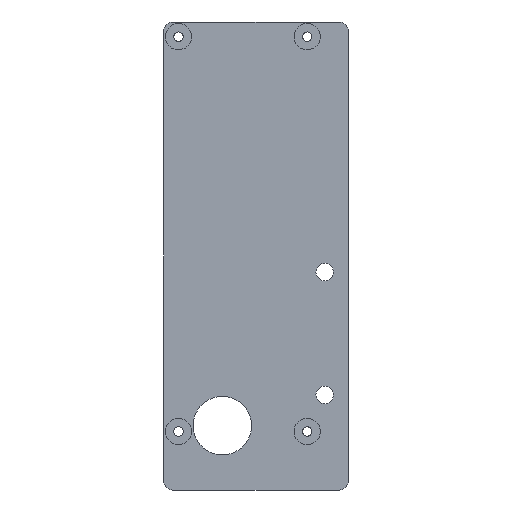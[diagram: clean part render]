
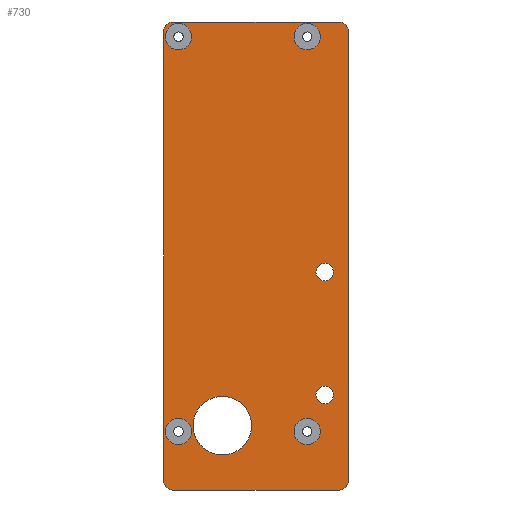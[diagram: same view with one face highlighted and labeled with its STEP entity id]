
A CAD part, front view. The second image highlights one B-rep face of the part: STEP entity #730.
In plain terms, the highlighted planar face has unit normal (0, -1, 0).
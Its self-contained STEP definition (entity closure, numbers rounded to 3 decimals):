
#1=CARTESIAN_POINT('',(55.,0.,32.5));
#2=DIRECTION('',(0.,-1.,0.));
#3=DIRECTION('',(1.,0.,0.));
#4=AXIS2_PLACEMENT_3D('',#1,#2,#3);
#6=CARTESIAN_POINT('',(55.,0.,32.5));
#7=DIRECTION('',(0.,-1.,0.));
#8=DIRECTION('',(-1.,0.,0.));
#9=AXIS2_PLACEMENT_3D('',#6,#7,#8);
#11=CARTESIAN_POINT('',(55.,0.,74.5));
#12=DIRECTION('',(0.,-1.,0.));
#13=DIRECTION('',(1.,0.,0.));
#14=AXIS2_PLACEMENT_3D('',#11,#12,#13);
#16=CARTESIAN_POINT('',(55.,0.,74.5));
#17=DIRECTION('',(0.,-1.,0.));
#18=DIRECTION('',(-1.,0.,0.));
#19=AXIS2_PLACEMENT_3D('',#16,#17,#18);
#21=CARTESIAN_POINT('',(20.,0.,22.));
#22=DIRECTION('',(0.,-1.,0.));
#23=DIRECTION('',(-1.,0.,0.));
#24=AXIS2_PLACEMENT_3D('',#21,#22,#23);
#26=CARTESIAN_POINT('',(20.,0.,22.));
#27=DIRECTION('',(0.,-1.,0.));
#28=DIRECTION('',(1.,0.,0.));
#29=AXIS2_PLACEMENT_3D('',#26,#27,#28);
#31=CARTESIAN_POINT('',(49.,0.,20.));
#32=DIRECTION('',(0.,-1.,0.));
#33=DIRECTION('',(-1.,0.,0.));
#34=AXIS2_PLACEMENT_3D('',#31,#32,#33);
#36=CARTESIAN_POINT('',(49.,0.,20.));
#37=DIRECTION('',(0.,-1.,0.));
#38=DIRECTION('',(1.,0.,0.));
#39=AXIS2_PLACEMENT_3D('',#36,#37,#38);
#41=CARTESIAN_POINT('',(5.,0.,20.));
#42=DIRECTION('',(0.,-1.,0.));
#43=DIRECTION('',(-1.,0.,0.));
#44=AXIS2_PLACEMENT_3D('',#41,#42,#43);
#46=CARTESIAN_POINT('',(5.,0.,20.));
#47=DIRECTION('',(0.,-1.,0.));
#48=DIRECTION('',(1.,0.,0.));
#49=AXIS2_PLACEMENT_3D('',#46,#47,#48);
#51=CARTESIAN_POINT('',(49.,0.,155.));
#52=DIRECTION('',(0.,-1.,0.));
#53=DIRECTION('',(-1.,0.,0.));
#54=AXIS2_PLACEMENT_3D('',#51,#52,#53);
#56=CARTESIAN_POINT('',(49.,0.,155.));
#57=DIRECTION('',(0.,-1.,0.));
#58=DIRECTION('',(1.,0.,0.));
#59=AXIS2_PLACEMENT_3D('',#56,#57,#58);
#61=CARTESIAN_POINT('',(5.,0.,155.));
#62=DIRECTION('',(0.,-1.,0.));
#63=DIRECTION('',(-1.,0.,0.));
#64=AXIS2_PLACEMENT_3D('',#61,#62,#63);
#66=CARTESIAN_POINT('',(5.,0.,155.));
#67=DIRECTION('',(0.,-1.,0.));
#68=DIRECTION('',(1.,0.,0.));
#69=AXIS2_PLACEMENT_3D('',#66,#67,#68);
#71=CARTESIAN_POINT('',(60.,0.,3.));
#72=DIRECTION('',(0.,-1.,0.));
#73=DIRECTION('',(0.,0.,-1.));
#74=AXIS2_PLACEMENT_3D('',#71,#72,#73);
#76=DIRECTION('',(-1.,0.,0.));
#77=VECTOR('',#76,57.);
#78=CARTESIAN_POINT('',(60.,0.,0.));
#79=LINE('',#78,#77);
#80=CARTESIAN_POINT('',(3.,0.,3.));
#81=DIRECTION('',(0.,-1.,0.));
#82=DIRECTION('',(-1.,0.,0.));
#83=AXIS2_PLACEMENT_3D('',#80,#81,#82);
#85=DIRECTION('',(0.,0.,1.));
#86=VECTOR('',#85,154.);
#87=CARTESIAN_POINT('',(0.,0.,3.));
#88=LINE('',#87,#86);
#89=CARTESIAN_POINT('',(3.,0.,157.));
#90=DIRECTION('',(0.,-1.,0.));
#91=DIRECTION('',(0.,0.,1.));
#92=AXIS2_PLACEMENT_3D('',#89,#90,#91);
#94=DIRECTION('',(1.,0.,0.));
#95=VECTOR('',#94,57.);
#96=CARTESIAN_POINT('',(3.,0.,160.));
#97=LINE('',#96,#95);
#98=CARTESIAN_POINT('',(60.,0.,157.));
#99=DIRECTION('',(0.,-1.,0.));
#100=DIRECTION('',(1.,0.,0.));
#101=AXIS2_PLACEMENT_3D('',#98,#99,#100);
#103=DIRECTION('',(0.,0.,-1.));
#104=VECTOR('',#103,154.);
#105=CARTESIAN_POINT('',(63.,0.,157.));
#106=LINE('',#105,#104);
#513=CARTESIAN_POINT('',(58.,0.,32.5));
#514=CARTESIAN_POINT('',(52.,0.,32.5));
#515=VERTEX_POINT('',#513);
#516=VERTEX_POINT('',#514);
#517=CARTESIAN_POINT('',(58.,0.,74.5));
#518=CARTESIAN_POINT('',(52.,0.,74.5));
#519=VERTEX_POINT('',#517);
#520=VERTEX_POINT('',#518);
#521=CARTESIAN_POINT('',(10.,0.,22.));
#522=CARTESIAN_POINT('',(30.,0.,22.));
#523=VERTEX_POINT('',#521);
#524=VERTEX_POINT('',#522);
#561=CARTESIAN_POINT('',(44.5,0.,20.));
#562=CARTESIAN_POINT('',(53.5,0.,20.));
#563=VERTEX_POINT('',#561);
#564=VERTEX_POINT('',#562);
#565=CARTESIAN_POINT('',(0.5,0.,20.));
#566=CARTESIAN_POINT('',(9.5,0.,20.));
#567=VERTEX_POINT('',#565);
#568=VERTEX_POINT('',#566);
#569=CARTESIAN_POINT('',(44.5,0.,155.));
#570=CARTESIAN_POINT('',(53.5,0.,155.));
#571=VERTEX_POINT('',#569);
#572=VERTEX_POINT('',#570);
#573=CARTESIAN_POINT('',(0.5,0.,155.));
#574=CARTESIAN_POINT('',(9.5,0.,155.));
#575=VERTEX_POINT('',#573);
#576=VERTEX_POINT('',#574);
#633=CARTESIAN_POINT('',(60.,0.,0.));
#634=CARTESIAN_POINT('',(63.,0.,3.));
#635=VERTEX_POINT('',#633);
#636=VERTEX_POINT('',#634);
#641=CARTESIAN_POINT('',(0.,0.,3.));
#642=CARTESIAN_POINT('',(3.,0.,0.));
#643=VERTEX_POINT('',#641);
#644=VERTEX_POINT('',#642);
#649=CARTESIAN_POINT('',(3.,0.,160.));
#650=CARTESIAN_POINT('',(0.,0.,157.));
#651=VERTEX_POINT('',#649);
#652=VERTEX_POINT('',#650);
#657=CARTESIAN_POINT('',(63.,0.,157.));
#658=CARTESIAN_POINT('',(60.,0.,160.));
#659=VERTEX_POINT('',#657);
#660=VERTEX_POINT('',#658);
#665=CARTESIAN_POINT('',(0.,0.,0.));
#666=DIRECTION('',(0.,1.,0.));
#667=DIRECTION('',(1.,0.,0.));
#668=AXIS2_PLACEMENT_3D('',#665,#666,#667);
#669=PLANE('',#668);
#671=ORIENTED_EDGE('',*,*,#670,.F.);
#673=ORIENTED_EDGE('',*,*,#672,.T.);
#675=ORIENTED_EDGE('',*,*,#674,.F.);
#677=ORIENTED_EDGE('',*,*,#676,.T.);
#679=ORIENTED_EDGE('',*,*,#678,.F.);
#681=ORIENTED_EDGE('',*,*,#680,.T.);
#683=ORIENTED_EDGE('',*,*,#682,.F.);
#685=ORIENTED_EDGE('',*,*,#684,.T.);
#686=EDGE_LOOP('',(#671,#673,#675,#677,#679,#681,#683,#685));
#687=FACE_OUTER_BOUND('',#686,.F.);
#689=ORIENTED_EDGE('',*,*,#688,.T.);
#691=ORIENTED_EDGE('',*,*,#690,.T.);
#692=EDGE_LOOP('',(#689,#691));
#693=FACE_BOUND('',#692,.F.);
#695=ORIENTED_EDGE('',*,*,#694,.T.);
#697=ORIENTED_EDGE('',*,*,#696,.T.);
#698=EDGE_LOOP('',(#695,#697));
#699=FACE_BOUND('',#698,.F.);
#701=ORIENTED_EDGE('',*,*,#700,.T.);
#703=ORIENTED_EDGE('',*,*,#702,.T.);
#704=EDGE_LOOP('',(#701,#703));
#705=FACE_BOUND('',#704,.F.);
#707=ORIENTED_EDGE('',*,*,#706,.T.);
#709=ORIENTED_EDGE('',*,*,#708,.T.);
#710=EDGE_LOOP('',(#707,#709));
#711=FACE_BOUND('',#710,.F.);
#713=ORIENTED_EDGE('',*,*,#712,.T.);
#715=ORIENTED_EDGE('',*,*,#714,.T.);
#716=EDGE_LOOP('',(#713,#715));
#717=FACE_BOUND('',#716,.F.);
#719=ORIENTED_EDGE('',*,*,#718,.T.);
#721=ORIENTED_EDGE('',*,*,#720,.T.);
#722=EDGE_LOOP('',(#719,#721));
#723=FACE_BOUND('',#722,.F.);
#725=ORIENTED_EDGE('',*,*,#724,.T.);
#727=ORIENTED_EDGE('',*,*,#726,.T.);
#728=EDGE_LOOP('',(#725,#727));
#729=FACE_BOUND('',#728,.F.);
#730=ADVANCED_FACE('',(#687,#693,#699,#705,#711,#717,#723,#729),#669,.F.);
#5=CIRCLE('',#4,3.);
#10=CIRCLE('',#9,3.);
#15=CIRCLE('',#14,3.);
#20=CIRCLE('',#19,3.);
#25=CIRCLE('',#24,10.);
#30=CIRCLE('',#29,10.);
#35=CIRCLE('',#34,4.5);
#40=CIRCLE('',#39,4.5);
#45=CIRCLE('',#44,4.5);
#50=CIRCLE('',#49,4.5);
#55=CIRCLE('',#54,4.5);
#60=CIRCLE('',#59,4.5);
#65=CIRCLE('',#64,4.5);
#70=CIRCLE('',#69,4.5);
#75=CIRCLE('',#74,3.);
#84=CIRCLE('',#83,3.);
#93=CIRCLE('',#92,3.);
#102=CIRCLE('',#101,3.);
#670=EDGE_CURVE('',#635,#636,#75,.T.);
#672=EDGE_CURVE('',#635,#644,#79,.T.);
#674=EDGE_CURVE('',#643,#644,#84,.T.);
#676=EDGE_CURVE('',#643,#652,#88,.T.);
#678=EDGE_CURVE('',#651,#652,#93,.T.);
#680=EDGE_CURVE('',#651,#660,#97,.T.);
#682=EDGE_CURVE('',#659,#660,#102,.T.);
#684=EDGE_CURVE('',#659,#636,#106,.T.);
#688=EDGE_CURVE('',#519,#520,#15,.T.);
#690=EDGE_CURVE('',#520,#519,#20,.T.);
#694=EDGE_CURVE('',#523,#524,#25,.T.);
#696=EDGE_CURVE('',#524,#523,#30,.T.);
#700=EDGE_CURVE('',#563,#564,#35,.T.);
#702=EDGE_CURVE('',#564,#563,#40,.T.);
#706=EDGE_CURVE('',#567,#568,#45,.T.);
#708=EDGE_CURVE('',#568,#567,#50,.T.);
#712=EDGE_CURVE('',#571,#572,#55,.T.);
#714=EDGE_CURVE('',#572,#571,#60,.T.);
#718=EDGE_CURVE('',#575,#576,#65,.T.);
#720=EDGE_CURVE('',#576,#575,#70,.T.);
#724=EDGE_CURVE('',#515,#516,#5,.T.);
#726=EDGE_CURVE('',#516,#515,#10,.T.);
